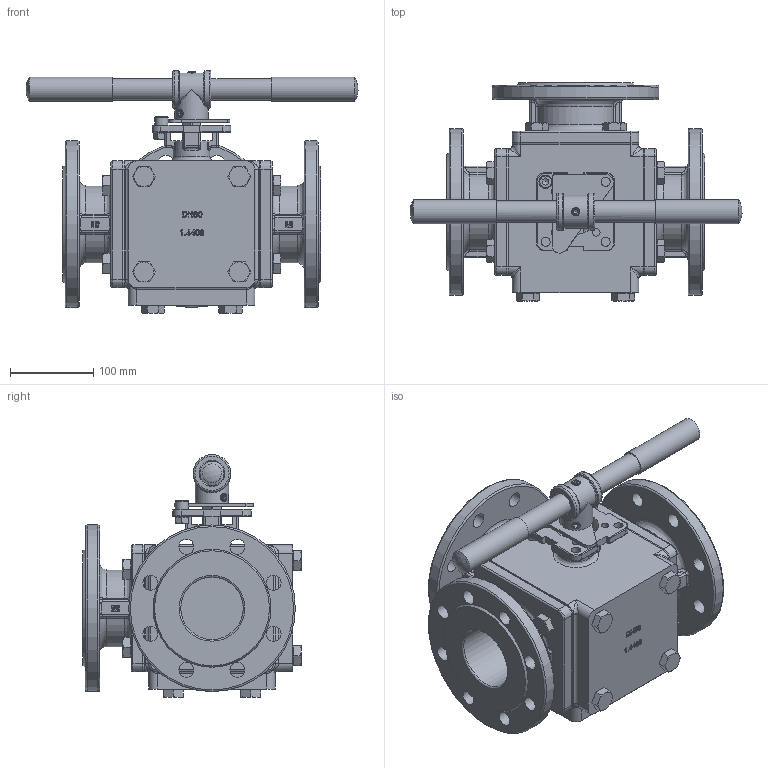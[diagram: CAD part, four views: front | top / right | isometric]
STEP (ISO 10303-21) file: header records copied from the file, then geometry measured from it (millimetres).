
FILE_DESCRIPTION((''),'2;1');
FILE_NAME('640E-80-16-00.stp','2010-08-11T12:01:00',('edu'),(''),'Autodesk Inventor 2010','Autodesk Inventor 2010','');
FILE_SCHEMA(('AUTOMOTIVE_DESIGN { 1 0 10303 214 1 1 1 1 }'));
Length unit declared in the file: millimetre
Products named in the file (1): ENG-005909
Bounding box: 398.62 x 262 x 291.5 mm (x, y, z)
Volume: 8100086.6 mm3; surface area: 653357.3 mm2
Topology: 43 solids, 43 shells, 1907 faces, 4674 edges, 2964 vertices
Faces by surface type: plane 729, bspline 667, cylinder 274, cone 174, torus 51, sphere 12
Full cylindrical faces by diameter (mm): 10 x4, 11 x1, 14.917 x20, 16 x21, 21.8 x1, 22 x20, 26 x1, 27 x1, 29 x2, 40 x1, 44 x1, 45 x2, 54 x1, 75 x3, 200 x3
Entity records: 62852 total; most frequent: CARTESIAN_POINT 21598, ORIENTED_EDGE 8566, DIRECTION 6511, EDGE_CURVE 4283, VERTEX_POINT 2848, EDGE_LOOP 2419, AXIS2_PLACEMENT_3D 2223, VECTOR 2065
